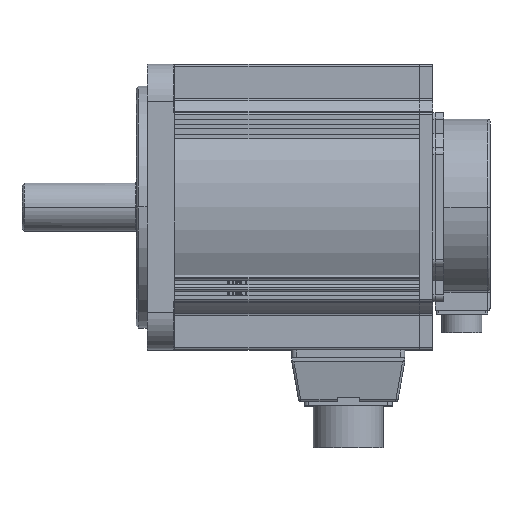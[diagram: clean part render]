
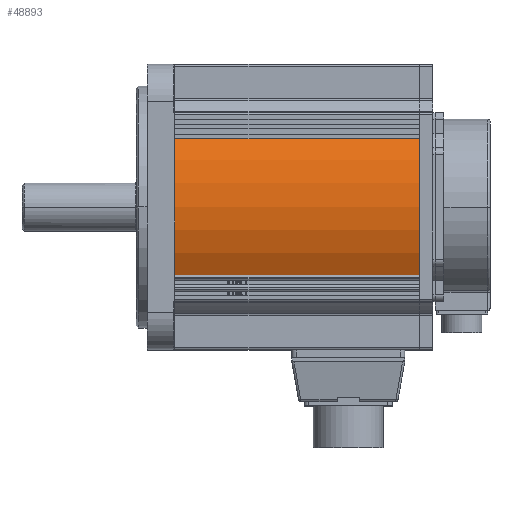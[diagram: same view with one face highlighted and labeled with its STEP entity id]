
A CAD part, top view. The second image highlights one B-rep face of the part: STEP entity #48893.
In plain terms, the highlighted cylindrical face has radius 65 mm (diameter 130 mm), a partial arc.
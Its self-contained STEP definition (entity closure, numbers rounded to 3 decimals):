
#2996 = CARTESIAN_POINT ( 'NONE',  ( 181., 31., 57.131 ) ) ;
#9965 = EDGE_CURVE ( 'NONE', #64483, #41247, #69390, .T. ) ;
#10402 = DIRECTION ( 'NONE',  ( -1., 0., 0. ) ) ;
#10773 = CARTESIAN_POINT ( 'NONE',  ( 181., -31., 57.131 ) ) ;
#12085 = EDGE_LOOP ( 'NONE', ( #41686, #34236, #55096, #71058 ) ) ;
#13529 = EDGE_CURVE ( 'NONE', #64483, #54974, #18653, .T. ) ;
#14844 = DIRECTION ( 'NONE',  ( 1., 0., 0. ) ) ;
#18653 = LINE ( 'NONE', #57370, #45344 ) ;
#18723 = CYLINDRICAL_SURFACE ( 'NONE', #32939, 65. ) ;
#21341 = LINE ( 'NONE', #10773, #22282 ) ;
#22027 = CARTESIAN_POINT ( 'NONE',  ( 181., 0., 0. ) ) ;
#22282 = VECTOR ( 'NONE', #46709, 1000. ) ;
#26781 = AXIS2_PLACEMENT_3D ( 'NONE', #50562, #14844, #39203 ) ;
#29782 = FACE_OUTER_BOUND ( 'NONE', #12085, .T. ) ;
#30595 = DIRECTION ( 'NONE',  ( 0., 1., 0. ) ) ;
#32939 = AXIS2_PLACEMENT_3D ( 'NONE', #22027, #10402, #41183 ) ;
#34236 = ORIENTED_EDGE ( 'NONE', *, *, #64205, .F. ) ;
#36736 = CARTESIAN_POINT ( 'NONE',  ( 69.5, 0., 0. ) ) ;
#39203 = DIRECTION ( 'NONE',  ( 0., 1., 0. ) ) ;
#40627 = CARTESIAN_POINT ( 'NONE',  ( 69.5, -31., 57.131 ) ) ;
#41183 = DIRECTION ( 'NONE',  ( 0., -1., 0. ) ) ;
#41214 = VERTEX_POINT ( 'NONE', #40627 ) ;
#41247 = VERTEX_POINT ( 'NONE', #47861 ) ;
#41686 = ORIENTED_EDGE ( 'NONE', *, *, #47655, .T. ) ;
#45344 = VECTOR ( 'NONE', #45580, 1000. ) ;
#45580 = DIRECTION ( 'NONE',  ( -1., 0., 0. ) ) ;
#46643 = CARTESIAN_POINT ( 'NONE',  ( 69.5, 31., 57.131 ) ) ;
#46709 = DIRECTION ( 'NONE',  ( -1., 0., 0. ) ) ;
#47655 = EDGE_CURVE ( 'NONE', #54974, #41214, #73347, .T. ) ;
#47861 = CARTESIAN_POINT ( 'NONE',  ( 181., -31., 57.131 ) ) ;
#48893 = ADVANCED_FACE ( 'NONE', ( #29782 ), #18723, .T. ) ;
#49577 = AXIS2_PLACEMENT_3D ( 'NONE', #36736, #54478, #30595 ) ;
#50562 = CARTESIAN_POINT ( 'NONE',  ( 181., 0., 0. ) ) ;
#54478 = DIRECTION ( 'NONE',  ( 1., 0., 0. ) ) ;
#54974 = VERTEX_POINT ( 'NONE', #46643 ) ;
#55096 = ORIENTED_EDGE ( 'NONE', *, *, #9965, .F. ) ;
#57370 = CARTESIAN_POINT ( 'NONE',  ( 181., 31., 57.131 ) ) ;
#64205 = EDGE_CURVE ( 'NONE', #41247, #41214, #21341, .T. ) ;
#64483 = VERTEX_POINT ( 'NONE', #2996 ) ;
#69390 = CIRCLE ( 'NONE', #26781, 65. ) ;
#71058 = ORIENTED_EDGE ( 'NONE', *, *, #13529, .T. ) ;
#73347 = CIRCLE ( 'NONE', #49577, 65. ) ;
